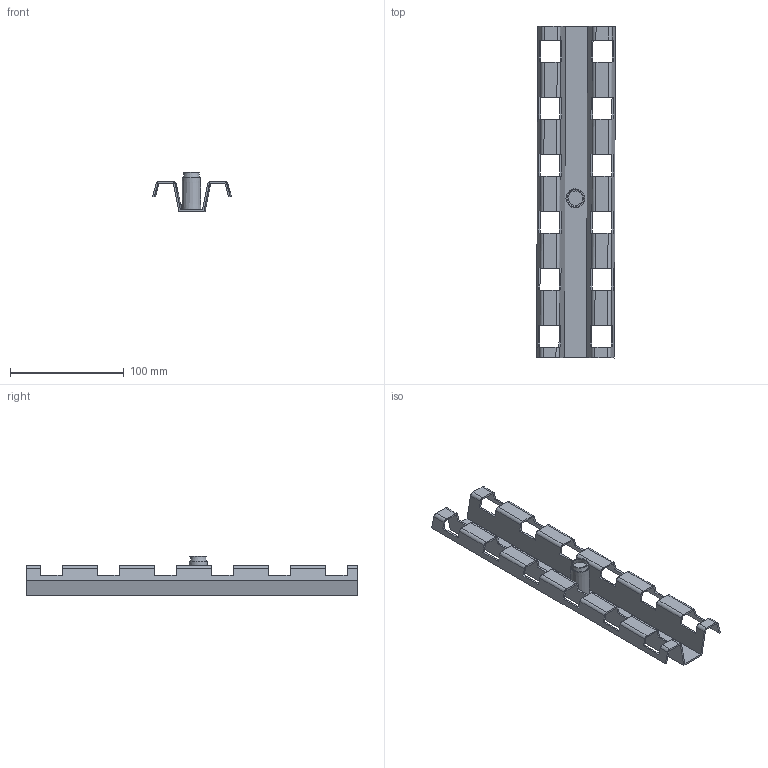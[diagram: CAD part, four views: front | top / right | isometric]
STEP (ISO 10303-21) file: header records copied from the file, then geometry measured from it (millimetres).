
FILE_DESCRIPTION(/* description */ (''),/* implementation_level */ '2;1');
FILE_NAME(/* name */ '586300.stp',/* time_stamp */ '2025-12-05T09:49:46+01:00',/* author */ ('mael.lecharpentier'),/* organization */ (''),/* preprocessor_version */ 'ST-DEVELOPER v20',/* originating_system */ 'AutoCAD Mechanical',/* authorisation */ '');
FILE_SCHEMA (('AUTOMOTIVE_DESIGN { 1 0 10303 214 3 1 1 }'));
Length unit declared in the file: millimetre
Products named in the file (1): Product
Bounding box: 69.18 x 291.25 x 34.28 mm (x, y, z)
Volume: 50029.1 mm3; surface area: 63803.8 mm2
Topology: 1 solids, 1 shells, 123 faces, 429 edges, 285 vertices
Faces by surface type: plane 91, cylinder 28, cone 4
Entity records: 4658 total; most frequent: ORIENTED_EDGE 858, CARTESIAN_POINT 838, DIRECTION 738, EDGE_CURVE 429, LINE 368, VECTOR 368, VERTEX_POINT 285, AXIS2_PLACEMENT_3D 185
